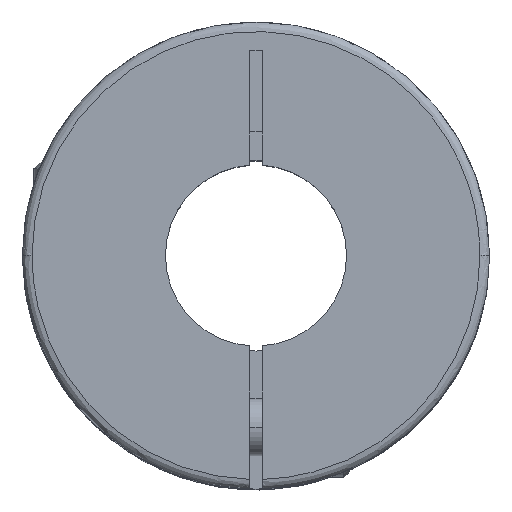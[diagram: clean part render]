
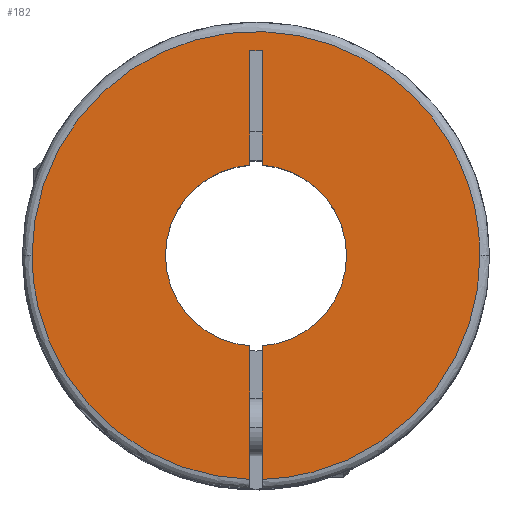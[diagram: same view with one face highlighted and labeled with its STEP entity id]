
A CAD part, top view. The second image highlights one B-rep face of the part: STEP entity #182.
In plain terms, the highlighted planar face has unit normal (0, 0, 1).
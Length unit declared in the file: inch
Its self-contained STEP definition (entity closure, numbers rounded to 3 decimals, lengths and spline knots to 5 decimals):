
#57 = DIRECTION ( 'NONE',  ( 0., 0., 1. ) ) ;
#164 = DIRECTION ( 'NONE',  ( 0., 1., 0. ) ) ;
#182 = ADVANCED_FACE ( 'NONE', ( #1458 ), #2139, .F. ) ;
#189 = DIRECTION ( 'NONE',  ( 0., 0., 1. ) ) ;
#229 = LINE ( 'NONE', #2121, #1142 ) ;
#250 = DIRECTION ( 'NONE',  ( -1., 0., 0. ) ) ;
#251 = CARTESIAN_POINT ( 'NONE',  ( -0.02559, -0.92484, 0. ) ) ;
#270 = EDGE_CURVE ( 'NONE', #2348, #1182, #3797, .T. ) ;
#364 = AXIS2_PLACEMENT_3D ( 'NONE', #1614, #57, #3213 ) ;
#411 = CARTESIAN_POINT ( 'NONE',  ( -0.02559, -0.37314, 0. ) ) ;
#485 = CIRCLE ( 'NONE', #3188, 0.37402 ) ;
#568 = VECTOR ( 'NONE', #1825, 39.37008 ) ;
#589 = CARTESIAN_POINT ( 'NONE',  ( -0.02559, 0.37314, 0. ) ) ;
#593 = EDGE_CURVE ( 'NONE', #1287, #1730, #1748, .T. ) ;
#706 = VERTEX_POINT ( 'NONE', #3048 ) ;
#780 = ORIENTED_EDGE ( 'NONE', *, *, #3311, .T. ) ;
#823 = CARTESIAN_POINT ( 'NONE',  ( 0., 0., 0. ) ) ;
#904 = CARTESIAN_POINT ( 'NONE',  ( 0.9252, -0.53015, 0. ) ) ;
#910 = AXIS2_PLACEMENT_3D ( 'NONE', #2448, #2739, #250 ) ;
#1031 = AXIS2_PLACEMENT_3D ( 'NONE', #2053, #189, #2697 ) ;
#1050 = ORIENTED_EDGE ( 'NONE', *, *, #270, .F. ) ;
#1142 = VECTOR ( 'NONE', #3390, 39.37008 ) ;
#1182 = VERTEX_POINT ( 'NONE', #3009 ) ;
#1210 = EDGE_CURVE ( 'NONE', #1182, #1287, #485, .T. ) ;
#1247 = ORIENTED_EDGE ( 'NONE', *, *, #2060, .F. ) ;
#1287 = VERTEX_POINT ( 'NONE', #2858 ) ;
#1290 = CARTESIAN_POINT ( 'NONE',  ( -0.02559, 0., 0. ) ) ;
#1364 = LINE ( 'NONE', #2621, #2399 ) ;
#1394 = CARTESIAN_POINT ( 'NONE',  ( 0.02559, -0.37314, 0. ) ) ;
#1451 = DIRECTION ( 'NONE',  ( 1., 0., 0. ) ) ;
#1458 = FACE_OUTER_BOUND ( 'NONE', #1816, .T. ) ;
#1486 = CARTESIAN_POINT ( 'NONE',  ( -0.9252, 0., 0. ) ) ;
#1530 = EDGE_CURVE ( 'NONE', #706, #1643, #1777, .T. ) ;
#1558 = EDGE_CURVE ( 'NONE', #3116, #1756, #229, .T. ) ;
#1596 = DIRECTION ( 'NONE',  ( 0., -1., 0. ) ) ;
#1614 = CARTESIAN_POINT ( 'NONE',  ( 0., 0., 0. ) ) ;
#1643 = VERTEX_POINT ( 'NONE', #2513 ) ;
#1645 = CARTESIAN_POINT ( 'NONE',  ( 0.02559, 0.84646, 0. ) ) ;
#1724 = ORIENTED_EDGE ( 'NONE', *, *, #593, .F. ) ;
#1730 = VERTEX_POINT ( 'NONE', #1645 ) ;
#1748 = LINE ( 'NONE', #2733, #3666 ) ;
#1756 = VERTEX_POINT ( 'NONE', #411 ) ;
#1777 =( BOUNDED_CURVE ( )  B_SPLINE_CURVE ( 3, ( #1486, #2745, #3692, #2143 ),
 .UNSPECIFIED., .F., .T. ) 
 B_SPLINE_CURVE_WITH_KNOTS ( ( 4, 4 ),
 ( 0.24778, 0.75222 ),
 .UNSPECIFIED. ) 
 CURVE ( )  GEOMETRIC_REPRESENTATION_ITEM ( )  RATIONAL_B_SPLINE_CURVE ( ( 1., 0.333, 0.333, 1. ) ) 
 REPRESENTATION_ITEM ( '' )  );
#1816 = EDGE_LOOP ( 'NONE', ( #3389, #1990, #2560, #780, #1724, #3312, #1050, #2595, #1247, #3936, #4072 ) ) ;
#1825 = DIRECTION ( 'NONE',  ( 1., 0., 0. ) ) ;
#1878 = CARTESIAN_POINT ( 'NONE',  ( 0.9252, 0., 0. ) ) ;
#1899 = CARTESIAN_POINT ( 'NONE',  ( -0.02559, -0.92484, 0. ) ) ;
#1990 = ORIENTED_EDGE ( 'NONE', *, *, #3678, .F. ) ;
#2053 = CARTESIAN_POINT ( 'NONE',  ( 0., 0., 0. ) ) ;
#2060 = EDGE_CURVE ( 'NONE', #1643, #2558, #3755, .T. ) ;
#2121 = CARTESIAN_POINT ( 'NONE',  ( -0.02559, 0.84646, 0. ) ) ;
#2139 = PLANE ( 'NONE',  #910 ) ;
#2143 = CARTESIAN_POINT ( 'NONE',  ( 0.9252, 0., 0. ) ) ;
#2348 = VERTEX_POINT ( 'NONE', #1394 ) ;
#2399 = VECTOR ( 'NONE', #3571, 39.37008 ) ;
#2448 = CARTESIAN_POINT ( 'NONE',  ( 0., 0., 0. ) ) ;
#2513 = CARTESIAN_POINT ( 'NONE',  ( 0.9252, 0., 0. ) ) ;
#2558 = VERTEX_POINT ( 'NONE', #2726 ) ;
#2560 = ORIENTED_EDGE ( 'NONE', *, *, #3830, .F. ) ;
#2595 = ORIENTED_EDGE ( 'NONE', *, *, #2876, .T. ) ;
#2607 = VECTOR ( 'NONE', #1596, 39.37008 ) ;
#2621 = CARTESIAN_POINT ( 'NONE',  ( 0.02559, -0.96457, 0. ) ) ;
#2697 = DIRECTION ( 'NONE',  ( 1., 0., 0. ) ) ;
#2726 = CARTESIAN_POINT ( 'NONE',  ( 0.02559, -0.92484, 0. ) ) ;
#2733 = CARTESIAN_POINT ( 'NONE',  ( 0.02559, 0., 0. ) ) ;
#2739 = DIRECTION ( 'NONE',  ( 0., 0., -1. ) ) ;
#2745 = CARTESIAN_POINT ( 'NONE',  ( -0.9252, 1.85039, 0. ) ) ;
#2747 = CARTESIAN_POINT ( 'NONE',  ( 0.02559, -0.92484, 0. ) ) ;
#2822 = LINE ( 'NONE', #1290, #2607 ) ;
#2858 = CARTESIAN_POINT ( 'NONE',  ( 0.02559, 0.37314, 0. ) ) ;
#2869 = CIRCLE ( 'NONE', #364, 0.37402 ) ;
#2876 = EDGE_CURVE ( 'NONE', #2348, #2558, #1364, .T. ) ;
#3009 = CARTESIAN_POINT ( 'NONE',  ( 0.37402, 0., 0. ) ) ;
#3030 = DIRECTION ( 'NONE',  ( 0., 0., 1. ) ) ;
#3048 = CARTESIAN_POINT ( 'NONE',  ( -0.9252, 0., 0. ) ) ;
#3091 = VERTEX_POINT ( 'NONE', #589 ) ;
#3116 = VERTEX_POINT ( 'NONE', #251 ) ;
#3157 = CARTESIAN_POINT ( 'NONE',  ( -0.02559, 0.84646, 0. ) ) ;
#3171 = CARTESIAN_POINT ( 'NONE',  ( -0.9252, -0.53015, 0. ) ) ;
#3188 = AXIS2_PLACEMENT_3D ( 'NONE', #823, #3030, #1451 ) ;
#3213 = DIRECTION ( 'NONE',  ( 1., 0., 0. ) ) ;
#3304 = CARTESIAN_POINT ( 'NONE',  ( -0.55554, -0.91018, 0. ) ) ;
#3311 = EDGE_CURVE ( 'NONE', #3923, #1730, #3745, .T. ) ;
#3312 = ORIENTED_EDGE ( 'NONE', *, *, #1210, .F. ) ;
#3389 = ORIENTED_EDGE ( 'NONE', *, *, #1558, .T. ) ;
#3390 = DIRECTION ( 'NONE',  ( 0., 1., 0. ) ) ;
#3391 = CARTESIAN_POINT ( 'NONE',  ( 0.55554, -0.91018, 0. ) ) ;
#3400 = CARTESIAN_POINT ( 'NONE',  ( 0.02559, 0.84646, 0. ) ) ;
#3469 =( BOUNDED_CURVE ( )  B_SPLINE_CURVE ( 3, ( #1899, #3304, #3171, #3839 ),
 .UNSPECIFIED., .F., .T. ) 
 B_SPLINE_CURVE_WITH_KNOTS ( ( 4, 4 ),
 ( 0., 0.24778 ),
 .UNSPECIFIED. ) 
 CURVE ( )  GEOMETRIC_REPRESENTATION_ITEM ( )  RATIONAL_B_SPLINE_CURVE ( ( 1., 0.811, 0.811, 1. ) ) 
 REPRESENTATION_ITEM ( '' )  );
#3571 = DIRECTION ( 'NONE',  ( 0., -1., 0. ) ) ;
#3625 = EDGE_CURVE ( 'NONE', #3116, #706, #3469, .T. ) ;
#3666 = VECTOR ( 'NONE', #164, 39.37008 ) ;
#3678 = EDGE_CURVE ( 'NONE', #3091, #1756, #2869, .T. ) ;
#3692 = CARTESIAN_POINT ( 'NONE',  ( 0.9252, 1.85039, 0. ) ) ;
#3745 = LINE ( 'NONE', #3400, #568 ) ;
#3755 =( BOUNDED_CURVE ( )  B_SPLINE_CURVE ( 3, ( #1878, #904, #3391, #2747 ),
 .UNSPECIFIED., .F., .T. ) 
 B_SPLINE_CURVE_WITH_KNOTS ( ( 4, 4 ),
 ( 0.75222, 1. ),
 .UNSPECIFIED. ) 
 CURVE ( )  GEOMETRIC_REPRESENTATION_ITEM ( )  RATIONAL_B_SPLINE_CURVE ( ( 1., 0.811, 0.811, 1. ) ) 
 REPRESENTATION_ITEM ( '' )  );
#3797 = CIRCLE ( 'NONE', #1031, 0.37402 ) ;
#3830 = EDGE_CURVE ( 'NONE', #3923, #3091, #2822, .T. ) ;
#3839 = CARTESIAN_POINT ( 'NONE',  ( -0.9252, 0., 0. ) ) ;
#3923 = VERTEX_POINT ( 'NONE', #3157 ) ;
#3936 = ORIENTED_EDGE ( 'NONE', *, *, #1530, .F. ) ;
#4072 = ORIENTED_EDGE ( 'NONE', *, *, #3625, .F. ) ;
